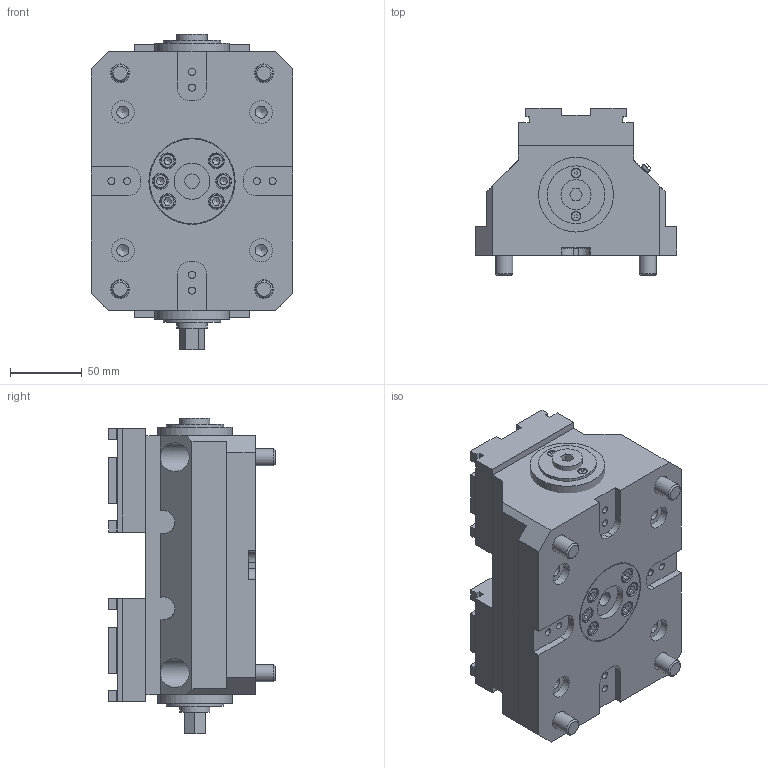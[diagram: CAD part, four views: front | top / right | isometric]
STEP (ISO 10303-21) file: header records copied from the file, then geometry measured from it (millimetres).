
FILE_DESCRIPTION(/* description */ ('Kunde (verstellbar)'),/* implementation_level */ '2;1');
FILE_NAME(/* name */ '220-0180-004_Kunde (verstellbar).stp',/* time_stamp */ '2022-11-18T13:38:59+01:00',/* author */ ('Chiacchiera'),/* organization */ (''),/* preprocessor_version */ 'ST-DEVELOPER v19.2',/* originating_system */ 'Autodesk Inventor 2023',/* authorisation */ '');
FILE_SCHEMA (('AUTOMOTIVE_DESIGN { 1 0 10303 214 3 1 1 }'));
Length unit declared in the file: millimetre
Products named in the file (3): 220-0180-004; 220-0180-004_1; 220-0180-004_2
Assembly tree (3 placements, depth 2):
  220-0180-004
    220-0180-004_1
    220-0180-004_2  x2
Bounding box: 140 x 116 x 219 mm (x, y, z)
Volume: 2080756.1 mm3; surface area: 211102.5 mm2
Topology: 5 solids, 5 shells, 486 faces, 1211 edges, 798 vertices
Faces by surface type: plane 337, cylinder 87, cone 41, torus 20, sphere 1
Full cylindrical faces by diameter (mm): 4.917 x8, 6 x4, 8.376 x12, 10 x6, 10.106 x1, 11 x6, 12 x4, 13 x4, 16 x8, 17.5 x2, 18 x8, 20 x5, 21 x2, 25 x1, 40 x2, 52 x2, 59 x1, 60 x1
Entity records: 11531 total; most frequent: CARTESIAN_POINT 2124, ORIENTED_EDGE 1822, DIRECTION 1814, EDGE_CURVE 911, AXIS2_PLACEMENT_3D 626, VERTEX_POINT 612, LINE 562, VECTOR 562
